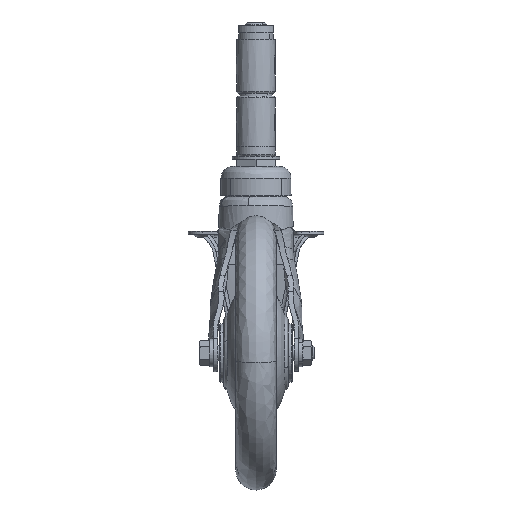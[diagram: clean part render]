
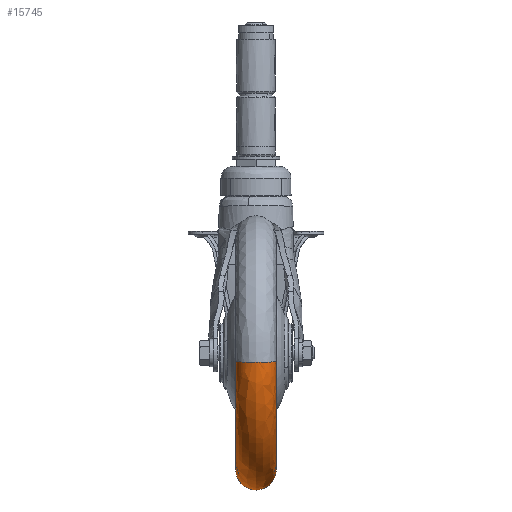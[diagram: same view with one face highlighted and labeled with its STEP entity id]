
A CAD part, left-side view. The second image highlights one B-rep face of the part: STEP entity #15745.
In plain terms, the highlighted free-form (B-spline) face has degree [2, 2] with [3, 5] control points.
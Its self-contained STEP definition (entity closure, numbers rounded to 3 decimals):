
#15488=CARTESIAN_POINT('',(-63.844,-11.0,-4.463));
#15489=VERTEX_POINT('',#15488);
#15529=CARTESIAN_POINT('',(0.804,-11.0,-63.995));
#15530=VERTEX_POINT('',#15529);
#15549=CARTESIAN_POINT('',(0.942,0.,-74.994));
#15550=VERTEX_POINT('',#15549);
#15551=CARTESIAN_POINT('',(0.804,-11.0,-63.995));
#15552=CARTESIAN_POINT('',(0.815,-11.,-64.85));
#15553=CARTESIAN_POINT('',(0.834,-10.821,-66.379));
#15554=CARTESIAN_POINT('',(0.865,-9.998,-68.82));
#15555=CARTESIAN_POINT('',(0.893,-8.602,-71.056));
#15556=CARTESIAN_POINT('',(0.915,-6.708,-72.814));
#15557=CARTESIAN_POINT('',(0.931,-4.655,-74.045));
#15558=CARTESIAN_POINT('',(0.94,-2.475,-74.809));
#15559=CARTESIAN_POINT('',(0.942,-0.81,-74.994));
#15560=CARTESIAN_POINT('',(0.942,0.,-74.994));
#15561=B_SPLINE_CURVE_WITH_KNOTS('',3,(#15551,#15552,#15553,#15554,#15555,#15556,#15557,#15558,#15559,#15560),.UNSPECIFIED.,.F.,.U.,(4,1,1,1,1,1,1,4),(0.,2.565,4.59,7.695,10.394,12.284,14.849,17.279),.UNSPECIFIED.);
#15562=EDGE_CURVE('',#15530,#15550,#15561,.T.);
#15564=CARTESIAN_POINT('',(0.804,11.0,-63.995));
#15565=VERTEX_POINT('',#15564);
#15566=CARTESIAN_POINT('',(0.942,0.,-74.994));
#15567=CARTESIAN_POINT('',(0.942,1.035,-74.994));
#15568=CARTESIAN_POINT('',(0.939,2.745,-74.751));
#15569=CARTESIAN_POINT('',(0.929,4.89,-73.908));
#15570=CARTESIAN_POINT('',(0.916,6.548,-72.9));
#15571=CARTESIAN_POINT('',(0.9,8.012,-71.622));
#15572=CARTESIAN_POINT('',(0.88,9.245,-70.063));
#15573=CARTESIAN_POINT('',(0.858,10.203,-68.27));
#15574=CARTESIAN_POINT('',(0.832,10.845,-66.245));
#15575=CARTESIAN_POINT('',(0.814,11.,-64.76));
#15576=CARTESIAN_POINT('',(0.804,11.0,-63.995));
#15577=B_SPLINE_CURVE_WITH_KNOTS('',3,(#15566,#15567,#15568,#15569,#15570,#15571,#15572,#15573,#15574,#15575,#15576),.UNSPECIFIED.,.F.,.U.,(4,1,1,1,1,1,1,1,4),(0.,3.105,5.13,6.885,8.909,10.934,12.824,14.984,17.279),.UNSPECIFIED.);
#15578=EDGE_CURVE('',#15550,#15565,#15577,.T.);
#15619=CARTESIAN_POINT('',(-63.844,11.0,-4.463));
#15620=VERTEX_POINT('',#15619);
#15638=CARTESIAN_POINT('',(-74.817,0.,-5.23));
#15639=VERTEX_POINT('',#15638);
#15640=CARTESIAN_POINT('',(-74.817,0.,-5.23));
#15641=CARTESIAN_POINT('',(-74.818,0.99,-5.23));
#15642=CARTESIAN_POINT('',(-74.537,3.06,-5.21));
#15643=CARTESIAN_POINT('',(-73.287,5.888,-5.123));
#15644=CARTESIAN_POINT('',(-71.42,8.111,-4.993));
#15645=CARTESIAN_POINT('',(-69.443,9.543,-4.854));
#15646=CARTESIAN_POINT('',(-66.986,10.672,-4.683));
#15647=CARTESIAN_POINT('',(-65.101,11.001,-4.551));
#15648=CARTESIAN_POINT('',(-63.844,11.0,-4.463));
#15649=B_SPLINE_CURVE_WITH_KNOTS('',3,(#15640,#15641,#15642,#15643,#15644,#15645,#15646,#15647,#15648),.UNSPECIFIED.,.F.,.U.,(4,1,1,1,1,1,4),(0.,2.97,6.21,9.179,11.609,13.499,17.279),.UNSPECIFIED.);
#15650=EDGE_CURVE('',#15639,#15620,#15649,.T.);
#15652=CARTESIAN_POINT('',(-63.844,-11.0,-4.463));
#15653=CARTESIAN_POINT('',(-64.877,-11.,-4.535));
#15654=CARTESIAN_POINT('',(-66.582,-10.757,-4.654));
#15655=CARTESIAN_POINT('',(-68.932,-9.832,-4.819));
#15656=CARTESIAN_POINT('',(-70.673,-8.696,-4.94));
#15657=CARTESIAN_POINT('',(-72.262,-7.161,-5.051));
#15658=CARTESIAN_POINT('',(-73.666,-5.162,-5.15));
#15659=CARTESIAN_POINT('',(-74.614,-2.655,-5.216));
#15660=CARTESIAN_POINT('',(-74.817,-0.81,-5.23));
#15661=CARTESIAN_POINT('',(-74.817,0.,-5.23));
#15662=B_SPLINE_CURVE_WITH_KNOTS('',3,(#15652,#15653,#15654,#15655,#15656,#15657,#15658,#15659,#15660,#15661),.UNSPECIFIED.,.F.,.U.,(4,1,1,1,1,1,1,4),(0.,3.105,5.13,7.56,9.314,11.744,14.849,17.279),.UNSPECIFIED.);
#15663=EDGE_CURVE('',#15489,#15639,#15662,.T.);
#15668=CARTESIAN_POINT('',(0.785,-10.889,-62.438));
#15669=CARTESIAN_POINT('',(-58.178,-10.889,-63.179));
#15670=CARTESIAN_POINT('',(-62.291,-10.889,-4.354));
#15671=CARTESIAN_POINT('',(0.942,-12.685,-74.994));
#15672=CARTESIAN_POINT('',(-69.878,-12.685,-75.884));
#15673=CARTESIAN_POINT('',(-74.817,-12.685,-5.23));
#15674=CARTESIAN_POINT('',(0.942,0.0,-74.994));
#15675=CARTESIAN_POINT('',(-69.878,0.0,-75.884));
#15676=CARTESIAN_POINT('',(-74.817,0.0,-5.23));
#15677=CARTESIAN_POINT('',(0.942,12.685,-74.994));
#15678=CARTESIAN_POINT('',(-69.878,12.685,-75.884));
#15679=CARTESIAN_POINT('',(-74.817,12.685,-5.23));
#15680=CARTESIAN_POINT('',(0.785,10.889,-62.438));
#15681=CARTESIAN_POINT('',(-58.178,10.889,-63.179));
#15682=CARTESIAN_POINT('',(-62.291,10.889,-4.354));
#15690=(BOUNDED_SURFACE()B_SPLINE_SURFACE(2,2,((#15668,#15671,#15674,#15677,#15680),(#15669,#15672,#15675,#15678,#15681),(#15670,#15673,#15676,#15679,#15682)),.UNSPECIFIED.,.F.,.F.,.U.)B_SPLINE_SURFACE_WITH_KNOTS((3,3),(3,2,3),(0.0,119.261),(0.0,20.084,40.169),.UNSPECIFIED.)GEOMETRIC_REPRESENTATION_ITEM()RATIONAL_B_SPLINE_SURFACE(((0.991,0.652,1.0,0.652,0.991),(0.712,0.469,0.719,0.469,0.712),(0.968,0.637,0.978,0.637,0.968)))REPRESENTATION_ITEM('')SURFACE());
#15691=CARTESIAN_POINT('',(0.0,-11.0,-64.0));
#15692=VERTEX_POINT('',#15691);
#15693=CARTESIAN_POINT('',(0.0,-11.0,-64.0));
#15694=CARTESIAN_POINT('',(-4.003,-11.,-64.001));
#15695=CARTESIAN_POINT('',(-9.631,-11.,-63.47));
#15696=CARTESIAN_POINT('',(-17.683,-11.,-61.621));
#15697=CARTESIAN_POINT('',(-23.264,-11.,-59.738));
#15698=CARTESIAN_POINT('',(-29.65,-11.,-56.847));
#15699=CARTESIAN_POINT('',(-35.39,-11.,-53.502));
#15700=CARTESIAN_POINT('',(-41.896,-11.,-48.607));
#15701=CARTESIAN_POINT('',(-47.653,-11.,-43.014));
#15702=CARTESIAN_POINT('',(-53.452,-11.,-35.617));
#15703=CARTESIAN_POINT('',(-58.428,-11.,-26.893));
#15704=CARTESIAN_POINT('',(-62.296,-11.,-16.141));
#15705=CARTESIAN_POINT('',(-63.565,-11.,-8.456));
#15706=CARTESIAN_POINT('',(-63.844,-11.0,-4.463));
#15707=B_SPLINE_CURVE_WITH_KNOTS('',3,(#15693,#15694,#15695,#15696,#15697,#15698,#15699,#15700,#15701,#15702,#15703,#15704,#15705,#15706),.UNSPECIFIED.,.F.,.U.,(4,1,1,1,1,1,1,1,1,1,1,4),(0.,12.008,16.886,24.767,29.645,37.9,44.655,54.036,61.917,72.799,84.057,96.065),.UNSPECIFIED.);
#15708=EDGE_CURVE('',#15692,#15489,#15707,.T.);
#15709=ORIENTED_EDGE('',*,*,#15708,.T.);
#15710=ORIENTED_EDGE('',*,*,#15663,.T.);
#15711=ORIENTED_EDGE('',*,*,#15650,.T.);
#15712=CARTESIAN_POINT('',(0.0,11.0,-64.0));
#15713=VERTEX_POINT('',#15712);
#15714=CARTESIAN_POINT('',(0.0,11.0,-64.0));
#15715=CARTESIAN_POINT('',(-3.252,11.,-64.));
#15716=CARTESIAN_POINT('',(-8.506,11.,-63.599));
#15717=CARTESIAN_POINT('',(-16.607,11.,-61.962));
#15718=CARTESIAN_POINT('',(-24.114,11.,-59.502));
#15719=CARTESIAN_POINT('',(-31.548,11.,-55.87));
#15720=CARTESIAN_POINT('',(-39.106,11.0,-50.946));
#15721=CARTESIAN_POINT('',(-46.556,11.,-44.396));
#15722=CARTESIAN_POINT('',(-52.745,11.,-36.644));
#15723=CARTESIAN_POINT('',(-56.988,11.,-29.402));
#15724=CARTESIAN_POINT('',(-60.371,11.,-21.859));
#15725=CARTESIAN_POINT('',(-62.797,11.,-13.543));
#15726=CARTESIAN_POINT('',(-63.652,11.,-7.208));
#15727=CARTESIAN_POINT('',(-63.844,11.0,-4.463));
#15728=B_SPLINE_CURVE_WITH_KNOTS('',3,(#15714,#15715,#15716,#15717,#15718,#15719,#15720,#15721,#15722,#15723,#15724,#15725,#15726,#15727),.UNSPECIFIED.,.F.,.U.,(4,1,1,1,1,1,1,1,1,1,1,4),(0.,9.757,15.761,24.767,33.397,40.527,51.785,63.042,70.172,76.927,87.809,96.065),.UNSPECIFIED.);
#15729=EDGE_CURVE('',#15713,#15620,#15728,.T.);
#15730=ORIENTED_EDGE('',*,*,#15729,.F.);
#15731=CARTESIAN_POINT('',(0.804,11.0,-63.995));
#15732=CARTESIAN_POINT('',(0.0,11.0,-64.0));
#15733=QUASI_UNIFORM_CURVE('',1,(#15731,#15732),.UNSPECIFIED.,.F.,.U.);
#15734=EDGE_CURVE('',#15565,#15713,#15733,.T.);
#15735=ORIENTED_EDGE('',*,*,#15734,.F.);
#15736=ORIENTED_EDGE('',*,*,#15578,.F.);
#15737=ORIENTED_EDGE('',*,*,#15562,.F.);
#15738=CARTESIAN_POINT('',(0.804,-11.0,-63.995));
#15739=CARTESIAN_POINT('',(0.0,-11.0,-64.0));
#15740=QUASI_UNIFORM_CURVE('',1,(#15738,#15739),.UNSPECIFIED.,.F.,.U.);
#15741=EDGE_CURVE('',#15530,#15692,#15740,.T.);
#15742=ORIENTED_EDGE('',*,*,#15741,.T.);
#15743=EDGE_LOOP('',(#15709,#15710,#15711,#15730,#15735,#15736,#15737,#15742));
#15744=FACE_OUTER_BOUND('',#15743,.T.);
#15745=ADVANCED_FACE('',(#15744),#15690,.T.);
